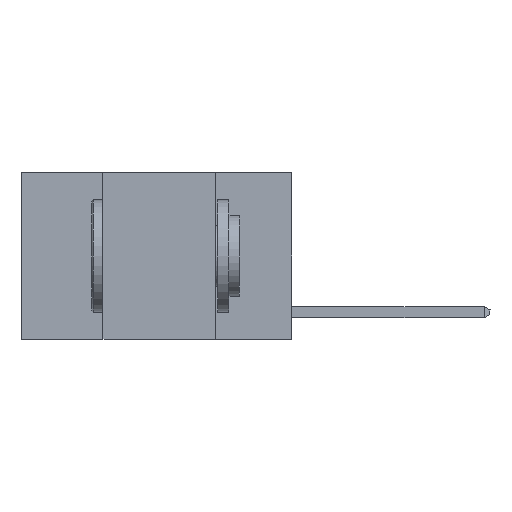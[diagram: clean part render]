
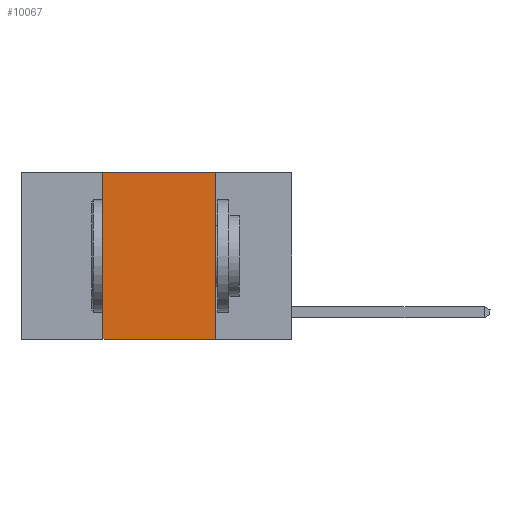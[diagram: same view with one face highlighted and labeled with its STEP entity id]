
A CAD part, left-side view. The second image highlights one B-rep face of the part: STEP entity #10067.
In plain terms, the highlighted planar face has unit normal (-1, 0, 0).
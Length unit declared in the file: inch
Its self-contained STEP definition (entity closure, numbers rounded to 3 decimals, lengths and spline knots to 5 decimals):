
#965 = AXIS2_PLACEMENT_3D ( 'NONE', #14195, #3218, #16019 ) ;
#979 = ORIENTED_EDGE ( 'NONE', *, *, #13021, .F. ) ;
#1563 = ORIENTED_EDGE ( 'NONE', *, *, #12513, .T. ) ;
#2603 = VECTOR ( 'NONE', #16972, 39.37008 ) ;
#2736 = EDGE_CURVE ( 'NONE', #17658, #13746, #22441, .T. ) ;
#3218 = DIRECTION ( 'NONE',  ( 1., 0., 0. ) ) ;
#5318 = DIRECTION ( 'NONE',  ( 0., 0., 1. ) ) ;
#5445 = CARTESIAN_POINT ( 'NONE',  ( 0., 0.17, -0.37 ) ) ;
#6061 = CARTESIAN_POINT ( 'NONE',  ( 0., 0.17, 0. ) ) ;
#7698 = CARTESIAN_POINT ( 'NONE',  ( 0., 0.6, -0.37 ) ) ;
#8005 = EDGE_CURVE ( 'NONE', #11176, #17658, #11175, .T. ) ;
#8849 = CARTESIAN_POINT ( 'NONE',  ( 0., 0.6, 0. ) ) ;
#9283 = LINE ( 'NONE', #10772, #12389 ) ;
#9515 = CARTESIAN_POINT ( 'NONE',  ( 0., 0.42, -0.37 ) ) ;
#9651 = ORIENTED_EDGE ( 'NONE', *, *, #2736, .F. ) ;
#10067 = ADVANCED_FACE ( 'NONE', ( #18117 ), #10549, .F. ) ;
#10549 = PLANE ( 'NONE',  #965 ) ;
#10772 = CARTESIAN_POINT ( 'NONE',  ( 0., 0.42, 0. ) ) ;
#11175 = LINE ( 'NONE', #8849, #20161 ) ;
#11176 = VERTEX_POINT ( 'NONE', #15572 ) ;
#12389 = VECTOR ( 'NONE', #5318, 39.37008 ) ;
#12513 = EDGE_CURVE ( 'NONE', #13243, #13746, #13274, .T. ) ;
#12682 = VECTOR ( 'NONE', #14939, 39.37008 ) ;
#13021 = EDGE_CURVE ( 'NONE', #13243, #11176, #9283, .T. ) ;
#13243 = VERTEX_POINT ( 'NONE', #9515 ) ;
#13274 = LINE ( 'NONE', #7698, #12682 ) ;
#13746 = VERTEX_POINT ( 'NONE', #5445 ) ;
#14195 = CARTESIAN_POINT ( 'NONE',  ( 0., 0.6, 0. ) ) ;
#14939 = DIRECTION ( 'NONE',  ( 0., -1., 0. ) ) ;
#15122 = EDGE_LOOP ( 'NONE', ( #9651, #19763, #979, #1563 ) ) ;
#15572 = CARTESIAN_POINT ( 'NONE',  ( 0., 0.42, 0. ) ) ;
#16019 = DIRECTION ( 'NONE',  ( 0., 0., -1. ) ) ;
#16059 = DIRECTION ( 'NONE',  ( 0., -1., 0. ) ) ;
#16972 = DIRECTION ( 'NONE',  ( 0., 0., -1. ) ) ;
#17316 = CARTESIAN_POINT ( 'NONE',  ( 0., 0.17, 0. ) ) ;
#17658 = VERTEX_POINT ( 'NONE', #17316 ) ;
#18117 = FACE_OUTER_BOUND ( 'NONE', #15122, .T. ) ;
#19763 = ORIENTED_EDGE ( 'NONE', *, *, #8005, .F. ) ;
#20161 = VECTOR ( 'NONE', #16059, 39.37008 ) ;
#22441 = LINE ( 'NONE', #6061, #2603 ) ;
